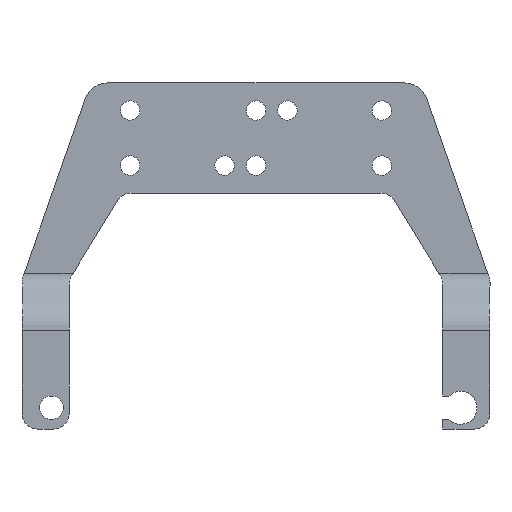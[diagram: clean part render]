
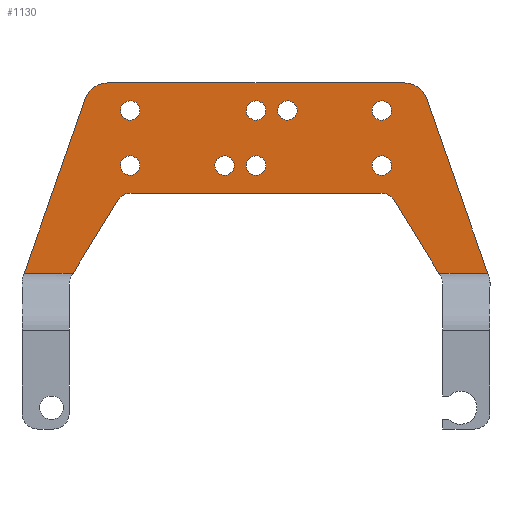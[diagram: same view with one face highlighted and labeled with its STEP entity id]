
A CAD part, left-side view. The second image highlights one B-rep face of the part: STEP entity #1130.
In plain terms, the highlighted planar face has unit normal (-1, 0, 0).
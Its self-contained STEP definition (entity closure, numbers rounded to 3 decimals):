
#195=AXIS2_PLACEMENT_3D('Circle Axis2P3D',#193,#194,$) ;
#257=AXIS2_PLACEMENT_3D('Circle Axis2P3D',#255,#256,$) ;
#297=AXIS2_PLACEMENT_3D('Circle Axis2P3D',#295,#296,$) ;
#359=AXIS2_PLACEMENT_3D('Circle Axis2P3D',#357,#358,$) ;
#399=AXIS2_PLACEMENT_3D('Circle Axis2P3D',#397,#398,$) ;
#416=AXIS2_PLACEMENT_3D('Circle Axis2P3D',#414,#415,$) ;
#456=AXIS2_PLACEMENT_3D('Circle Axis2P3D',#454,#455,$) ;
#473=AXIS2_PLACEMENT_3D('Circle Axis2P3D',#471,#472,$) ;
#513=AXIS2_PLACEMENT_3D('Circle Axis2P3D',#511,#512,$) ;
#530=AXIS2_PLACEMENT_3D('Circle Axis2P3D',#528,#529,$) ;
#570=AXIS2_PLACEMENT_3D('Circle Axis2P3D',#568,#569,$) ;
#587=AXIS2_PLACEMENT_3D('Circle Axis2P3D',#585,#586,$) ;
#627=AXIS2_PLACEMENT_3D('Circle Axis2P3D',#625,#626,$) ;
#644=AXIS2_PLACEMENT_3D('Circle Axis2P3D',#642,#643,$) ;
#684=AXIS2_PLACEMENT_3D('Circle Axis2P3D',#682,#683,$) ;
#701=AXIS2_PLACEMENT_3D('Circle Axis2P3D',#699,#700,$) ;
#741=AXIS2_PLACEMENT_3D('Circle Axis2P3D',#739,#740,$) ;
#758=AXIS2_PLACEMENT_3D('Circle Axis2P3D',#756,#757,$) ;
#798=AXIS2_PLACEMENT_3D('Circle Axis2P3D',#796,#797,$) ;
#815=AXIS2_PLACEMENT_3D('Circle Axis2P3D',#813,#814,$) ;
#1044=AXIS2_PLACEMENT_3D('Plane Axis2P3D',#1041,#1042,#1043) ;
#176=CARTESIAN_POINT('Vertex',(4.8,47.335,29.046)) ;
#190=CARTESIAN_POINT('Vertex',(4.8,45.631,30.)) ;
#193=CARTESIAN_POINT('Axis2P3D Location',(4.8,45.631,28.)) ;
#221=CARTESIAN_POINT('Vertex',(4.8,13.869,30.)) ;
#224=CARTESIAN_POINT('Line Origine',(4.8,29.75,30.)) ;
#252=CARTESIAN_POINT('Vertex',(4.8,12.165,29.046)) ;
#255=CARTESIAN_POINT('Axis2P3D Location',(4.8,13.869,28.)) ;
#278=CARTESIAN_POINT('Vertex',(4.8,8.047,41.991)) ;
#292=CARTESIAN_POINT('Vertex',(4.8,10.878,44.)) ;
#295=CARTESIAN_POINT('Axis2P3D Location',(4.8,10.878,41.)) ;
#323=CARTESIAN_POINT('Vertex',(4.8,48.622,44.)) ;
#326=CARTESIAN_POINT('Line Origine',(4.8,29.75,44.)) ;
#354=CARTESIAN_POINT('Vertex',(4.8,51.453,41.991)) ;
#357=CARTESIAN_POINT('Axis2P3D Location',(4.8,48.622,41.)) ;
#380=CARTESIAN_POINT('Vertex',(4.8,46.829,34.089)) ;
#394=CARTESIAN_POINT('Vertex',(4.8,44.671,32.911)) ;
#397=CARTESIAN_POINT('Axis2P3D Location',(4.8,45.75,33.5)) ;
#414=CARTESIAN_POINT('Axis2P3D Location',(4.8,45.75,33.5)) ;
#437=CARTESIAN_POINT('Vertex',(4.8,44.671,39.911)) ;
#451=CARTESIAN_POINT('Vertex',(4.8,46.829,41.089)) ;
#454=CARTESIAN_POINT('Axis2P3D Location',(4.8,45.75,40.5)) ;
#471=CARTESIAN_POINT('Axis2P3D Location',(4.8,45.75,40.5)) ;
#494=CARTESIAN_POINT('Vertex',(4.8,26.829,41.089)) ;
#508=CARTESIAN_POINT('Vertex',(4.8,24.671,39.911)) ;
#511=CARTESIAN_POINT('Axis2P3D Location',(4.8,25.75,40.5)) ;
#528=CARTESIAN_POINT('Axis2P3D Location',(4.8,25.75,40.5)) ;
#551=CARTESIAN_POINT('Vertex',(4.8,30.829,41.089)) ;
#565=CARTESIAN_POINT('Vertex',(4.8,28.671,39.911)) ;
#568=CARTESIAN_POINT('Axis2P3D Location',(4.8,29.75,40.5)) ;
#585=CARTESIAN_POINT('Axis2P3D Location',(4.8,29.75,40.5)) ;
#608=CARTESIAN_POINT('Vertex',(4.8,30.829,34.089)) ;
#622=CARTESIAN_POINT('Vertex',(4.8,28.671,32.911)) ;
#625=CARTESIAN_POINT('Axis2P3D Location',(4.8,29.75,33.5)) ;
#642=CARTESIAN_POINT('Axis2P3D Location',(4.8,29.75,33.5)) ;
#665=CARTESIAN_POINT('Vertex',(4.8,34.829,34.089)) ;
#679=CARTESIAN_POINT('Vertex',(4.8,32.671,32.911)) ;
#682=CARTESIAN_POINT('Axis2P3D Location',(4.8,33.75,33.5)) ;
#699=CARTESIAN_POINT('Axis2P3D Location',(4.8,33.75,33.5)) ;
#722=CARTESIAN_POINT('Vertex',(4.8,14.829,41.089)) ;
#736=CARTESIAN_POINT('Vertex',(4.8,12.671,39.911)) ;
#739=CARTESIAN_POINT('Axis2P3D Location',(4.8,13.75,40.5)) ;
#756=CARTESIAN_POINT('Axis2P3D Location',(4.8,13.75,40.5)) ;
#779=CARTESIAN_POINT('Vertex',(4.8,14.829,34.089)) ;
#793=CARTESIAN_POINT('Vertex',(4.8,12.671,32.911)) ;
#796=CARTESIAN_POINT('Axis2P3D Location',(4.8,13.75,33.5)) ;
#813=CARTESIAN_POINT('Axis2P3D Location',(4.8,13.75,33.5)) ;
#1041=CARTESIAN_POINT('Axis2P3D Location',(4.8,29.75,44.)) ;
#1046=CARTESIAN_POINT('Line Origine',(4.8,4.168,30.91)) ;
#1050=CARTESIAN_POINT('Vertex',(4.8,0.29,19.828)) ;
#1053=CARTESIAN_POINT('Line Origine',(4.8,55.332,30.91)) ;
#1057=CARTESIAN_POINT('Vertex',(4.8,59.21,19.828)) ;
#1060=CARTESIAN_POINT('Line Origine',(4.8,56.101,19.828)) ;
#1064=CARTESIAN_POINT('Vertex',(4.8,52.992,19.828)) ;
#1067=CARTESIAN_POINT('Line Origine',(4.8,50.164,24.437)) ;
#1072=CARTESIAN_POINT('Line Origine',(4.8,9.336,24.437)) ;
#1076=CARTESIAN_POINT('Vertex',(4.8,6.508,19.828)) ;
#1079=CARTESIAN_POINT('Line Origine',(4.8,3.399,19.828)) ;
#194=DIRECTION('Axis2P3D Direction',(-1.,0.,0.)) ;
#225=DIRECTION('Vector Direction',(0.,1.,0.)) ;
#256=DIRECTION('Axis2P3D Direction',(-1.,0.,0.)) ;
#296=DIRECTION('Axis2P3D Direction',(-1.,0.,0.)) ;
#327=DIRECTION('Vector Direction',(0.,-1.,0.)) ;
#358=DIRECTION('Axis2P3D Direction',(-1.,0.,0.)) ;
#398=DIRECTION('Axis2P3D Direction',(1.,0.,0.)) ;
#415=DIRECTION('Axis2P3D Direction',(1.,0.,0.)) ;
#455=DIRECTION('Axis2P3D Direction',(1.,0.,0.)) ;
#472=DIRECTION('Axis2P3D Direction',(1.,0.,0.)) ;
#512=DIRECTION('Axis2P3D Direction',(1.,0.,0.)) ;
#529=DIRECTION('Axis2P3D Direction',(1.,0.,0.)) ;
#569=DIRECTION('Axis2P3D Direction',(1.,0.,0.)) ;
#586=DIRECTION('Axis2P3D Direction',(1.,0.,0.)) ;
#626=DIRECTION('Axis2P3D Direction',(1.,0.,0.)) ;
#643=DIRECTION('Axis2P3D Direction',(1.,0.,0.)) ;
#683=DIRECTION('Axis2P3D Direction',(1.,0.,0.)) ;
#700=DIRECTION('Axis2P3D Direction',(1.,0.,0.)) ;
#740=DIRECTION('Axis2P3D Direction',(1.,0.,0.)) ;
#757=DIRECTION('Axis2P3D Direction',(1.,0.,0.)) ;
#797=DIRECTION('Axis2P3D Direction',(1.,0.,0.)) ;
#814=DIRECTION('Axis2P3D Direction',(1.,0.,0.)) ;
#1042=DIRECTION('Axis2P3D Direction',(-1.,0.,0.)) ;
#1043=DIRECTION('Axis2P3D XDirection',(0.,-1.,0.)) ;
#1047=DIRECTION('Vector Direction',(0.,-0.33,-0.944)) ;
#1054=DIRECTION('Vector Direction',(0.,0.33,-0.944)) ;
#1061=DIRECTION('Vector Direction',(0.,1.,0.)) ;
#1068=DIRECTION('Vector Direction',(0.,-0.523,0.852)) ;
#1073=DIRECTION('Vector Direction',(0.,0.523,0.852)) ;
#1080=DIRECTION('Vector Direction',(0.,1.,0.)) ;
#226=VECTOR('Line Direction',#225,1.) ;
#328=VECTOR('Line Direction',#327,1.) ;
#1048=VECTOR('Line Direction',#1047,1.) ;
#1055=VECTOR('Line Direction',#1054,1.) ;
#1062=VECTOR('Line Direction',#1061,1.) ;
#1069=VECTOR('Line Direction',#1068,1.) ;
#1074=VECTOR('Line Direction',#1073,1.) ;
#1081=VECTOR('Line Direction',#1080,1.) ;
#1085=ORIENTED_EDGE('',*,*,#1052,.T.) ;
#1086=ORIENTED_EDGE('',*,*,#299,.T.) ;
#1087=ORIENTED_EDGE('',*,*,#330,.T.) ;
#1088=ORIENTED_EDGE('',*,*,#361,.T.) ;
#1089=ORIENTED_EDGE('',*,*,#1059,.T.) ;
#1090=ORIENTED_EDGE('',*,*,#1066,.F.) ;
#1091=ORIENTED_EDGE('',*,*,#1071,.T.) ;
#1092=ORIENTED_EDGE('',*,*,#197,.T.) ;
#1093=ORIENTED_EDGE('',*,*,#228,.T.) ;
#1094=ORIENTED_EDGE('',*,*,#259,.T.) ;
#1095=ORIENTED_EDGE('',*,*,#1078,.T.) ;
#1096=ORIENTED_EDGE('',*,*,#1083,.T.) ;
#1099=ORIENTED_EDGE('',*,*,#401,.F.) ;
#1100=ORIENTED_EDGE('',*,*,#418,.F.) ;
#1103=ORIENTED_EDGE('',*,*,#458,.F.) ;
#1104=ORIENTED_EDGE('',*,*,#475,.F.) ;
#1107=ORIENTED_EDGE('',*,*,#515,.F.) ;
#1108=ORIENTED_EDGE('',*,*,#532,.F.) ;
#1111=ORIENTED_EDGE('',*,*,#572,.F.) ;
#1112=ORIENTED_EDGE('',*,*,#589,.F.) ;
#1115=ORIENTED_EDGE('',*,*,#629,.F.) ;
#1116=ORIENTED_EDGE('',*,*,#646,.F.) ;
#1119=ORIENTED_EDGE('',*,*,#686,.F.) ;
#1120=ORIENTED_EDGE('',*,*,#703,.F.) ;
#1123=ORIENTED_EDGE('',*,*,#743,.F.) ;
#1124=ORIENTED_EDGE('',*,*,#760,.F.) ;
#1127=ORIENTED_EDGE('',*,*,#800,.F.) ;
#1128=ORIENTED_EDGE('',*,*,#817,.F.) ;
#1101=FACE_BOUND('',#1098,.T.) ;
#1105=FACE_BOUND('',#1102,.T.) ;
#1109=FACE_BOUND('',#1106,.T.) ;
#1113=FACE_BOUND('',#1110,.T.) ;
#1117=FACE_BOUND('',#1114,.T.) ;
#1121=FACE_BOUND('',#1118,.T.) ;
#1125=FACE_BOUND('',#1122,.T.) ;
#1129=FACE_BOUND('',#1126,.T.) ;
#1130=ADVANCED_FACE('Hauptk\X2\00F6\X0\rper',(#1097,#1101,#1105,#1109,#1113,#1117,#1121,#1125,#1129),#1045,.T.) ;
#196=CIRCLE('generated circle',#195,2.) ;
#258=CIRCLE('generated circle',#257,2.) ;
#298=CIRCLE('generated circle',#297,3.) ;
#360=CIRCLE('generated circle',#359,3.) ;
#400=CIRCLE('generated circle',#399,1.23) ;
#417=CIRCLE('generated circle',#416,1.23) ;
#457=CIRCLE('generated circle',#456,1.23) ;
#474=CIRCLE('generated circle',#473,1.23) ;
#514=CIRCLE('generated circle',#513,1.23) ;
#531=CIRCLE('generated circle',#530,1.23) ;
#571=CIRCLE('generated circle',#570,1.23) ;
#588=CIRCLE('generated circle',#587,1.23) ;
#628=CIRCLE('generated circle',#627,1.23) ;
#645=CIRCLE('generated circle',#644,1.23) ;
#685=CIRCLE('generated circle',#684,1.23) ;
#702=CIRCLE('generated circle',#701,1.23) ;
#742=CIRCLE('generated circle',#741,1.23) ;
#759=CIRCLE('generated circle',#758,1.23) ;
#799=CIRCLE('generated circle',#798,1.23) ;
#816=CIRCLE('generated circle',#815,1.23) ;
#197=EDGE_CURVE('',#177,#191,#196,.F.) ;
#228=EDGE_CURVE('',#191,#222,#227,.F.) ;
#259=EDGE_CURVE('',#222,#253,#258,.F.) ;
#299=EDGE_CURVE('',#279,#293,#298,.T.) ;
#330=EDGE_CURVE('',#293,#324,#329,.F.) ;
#361=EDGE_CURVE('',#324,#355,#360,.T.) ;
#401=EDGE_CURVE('',#395,#381,#400,.F.) ;
#418=EDGE_CURVE('',#381,#395,#417,.F.) ;
#458=EDGE_CURVE('',#452,#438,#457,.F.) ;
#475=EDGE_CURVE('',#438,#452,#474,.F.) ;
#515=EDGE_CURVE('',#509,#495,#514,.F.) ;
#532=EDGE_CURVE('',#495,#509,#531,.F.) ;
#572=EDGE_CURVE('',#566,#552,#571,.F.) ;
#589=EDGE_CURVE('',#552,#566,#588,.F.) ;
#629=EDGE_CURVE('',#623,#609,#628,.F.) ;
#646=EDGE_CURVE('',#609,#623,#645,.F.) ;
#686=EDGE_CURVE('',#680,#666,#685,.F.) ;
#703=EDGE_CURVE('',#666,#680,#702,.F.) ;
#743=EDGE_CURVE('',#737,#723,#742,.F.) ;
#760=EDGE_CURVE('',#723,#737,#759,.F.) ;
#800=EDGE_CURVE('',#794,#780,#799,.F.) ;
#817=EDGE_CURVE('',#780,#794,#816,.F.) ;
#1052=EDGE_CURVE('',#1051,#279,#1049,.F.) ;
#1059=EDGE_CURVE('',#355,#1058,#1056,.T.) ;
#1066=EDGE_CURVE('',#1065,#1058,#1063,.T.) ;
#1071=EDGE_CURVE('',#1065,#177,#1070,.T.) ;
#1078=EDGE_CURVE('',#253,#1077,#1075,.F.) ;
#1083=EDGE_CURVE('',#1077,#1051,#1082,.F.) ;
#1084=EDGE_LOOP('',(#1085,#1086,#1087,#1088,#1089,#1090,#1091,#1092,#1093,#1094,#1095,#1096)) ;
#1098=EDGE_LOOP('',(#1099,#1100)) ;
#1102=EDGE_LOOP('',(#1103,#1104)) ;
#1106=EDGE_LOOP('',(#1107,#1108)) ;
#1110=EDGE_LOOP('',(#1111,#1112)) ;
#1114=EDGE_LOOP('',(#1115,#1116)) ;
#1118=EDGE_LOOP('',(#1119,#1120)) ;
#1122=EDGE_LOOP('',(#1123,#1124)) ;
#1126=EDGE_LOOP('',(#1127,#1128)) ;
#1097=FACE_OUTER_BOUND('',#1084,.T.) ;
#227=LINE('Line',#224,#226) ;
#329=LINE('Line',#326,#328) ;
#1049=LINE('Line',#1046,#1048) ;
#1056=LINE('Line',#1053,#1055) ;
#1063=LINE('Line',#1060,#1062) ;
#1070=LINE('Line',#1067,#1069) ;
#1075=LINE('Line',#1072,#1074) ;
#1082=LINE('Line',#1079,#1081) ;
#1045=PLANE('',#1044) ;
#177=VERTEX_POINT('',#176) ;
#191=VERTEX_POINT('',#190) ;
#222=VERTEX_POINT('',#221) ;
#253=VERTEX_POINT('',#252) ;
#279=VERTEX_POINT('',#278) ;
#293=VERTEX_POINT('',#292) ;
#324=VERTEX_POINT('',#323) ;
#355=VERTEX_POINT('',#354) ;
#381=VERTEX_POINT('',#380) ;
#395=VERTEX_POINT('',#394) ;
#438=VERTEX_POINT('',#437) ;
#452=VERTEX_POINT('',#451) ;
#495=VERTEX_POINT('',#494) ;
#509=VERTEX_POINT('',#508) ;
#552=VERTEX_POINT('',#551) ;
#566=VERTEX_POINT('',#565) ;
#609=VERTEX_POINT('',#608) ;
#623=VERTEX_POINT('',#622) ;
#666=VERTEX_POINT('',#665) ;
#680=VERTEX_POINT('',#679) ;
#723=VERTEX_POINT('',#722) ;
#737=VERTEX_POINT('',#736) ;
#780=VERTEX_POINT('',#779) ;
#794=VERTEX_POINT('',#793) ;
#1051=VERTEX_POINT('',#1050) ;
#1058=VERTEX_POINT('',#1057) ;
#1065=VERTEX_POINT('',#1064) ;
#1077=VERTEX_POINT('',#1076) ;
